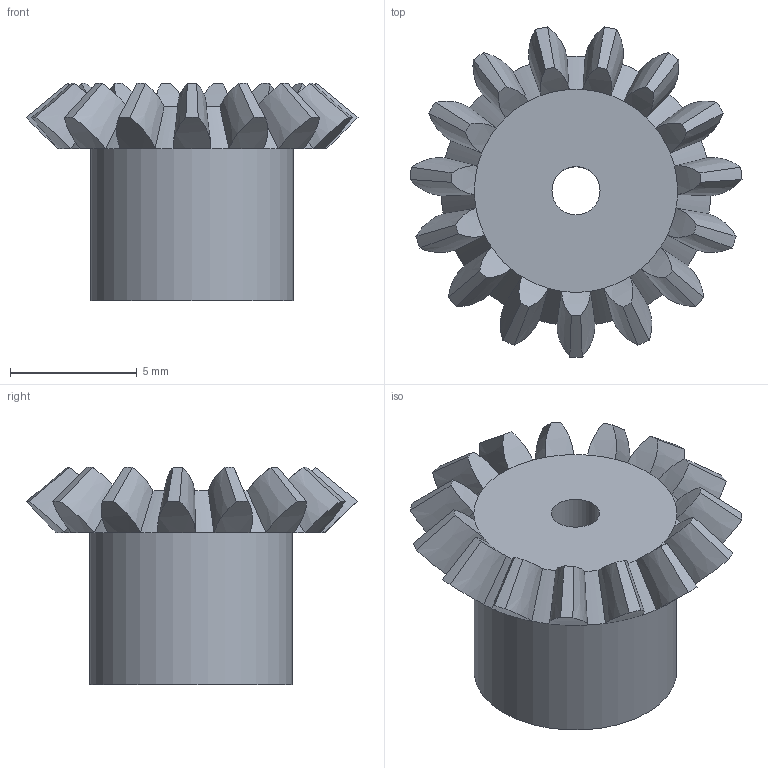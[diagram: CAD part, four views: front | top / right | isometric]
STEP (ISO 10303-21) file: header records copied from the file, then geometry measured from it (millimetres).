
FILE_DESCRIPTION(/* description */ (''),/* implementation_level */ '2;1');
FILE_NAME(/* name */ 'Engranaje biselado22.stp',/* time_stamp */ '2023-10-07T20:31:55-05:00',/* author */ ('Asus'),/* organization */ (''),/* preprocessor_version */ 'ST-DEVELOPER v19.2',/* originating_system */ 'Autodesk Inventor 2024',/* authorisation */ '');
FILE_SCHEMA (('AUTOMOTIVE_DESIGN { 1 0 10303 214 3 1 1 }'));
Length unit declared in the file: millimetre
Products named in the file (1): Engranaje biselado2
Bounding box: 13.1 x 13.03 x 8.59 mm (x, y, z)
Volume: 390.2 mm3; surface area: 549.7 mm2
Topology: 1 solids, 1 shells, 97 faces, 219 edges, 126 vertices
Faces by surface type: cone 60, bspline 30, plane 4, cylinder 3
Full cylindrical faces by diameter (mm): 1.9 x1, 4.9 x1, 8 x1
Entity records: 3957 total; most frequent: CARTESIAN_POINT 2014, ORIENTED_EDGE 438, DIRECTION 331, EDGE_CURVE 219, AXIS2_PLACEMENT_3D 164, VERTEX_POINT 126, B_SPLINE_CURVE_WITH_KNOTS 120, EDGE_LOOP 101
